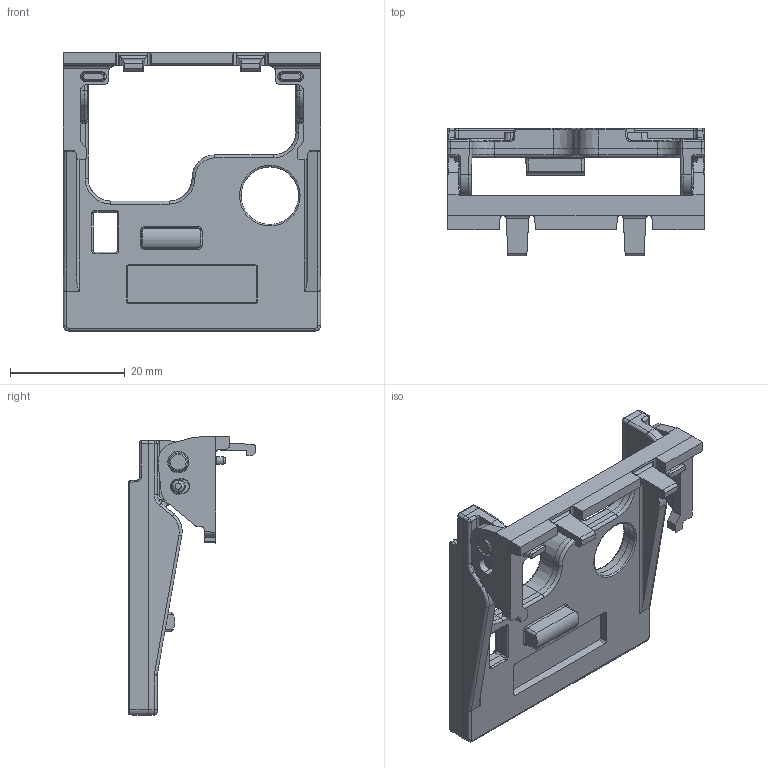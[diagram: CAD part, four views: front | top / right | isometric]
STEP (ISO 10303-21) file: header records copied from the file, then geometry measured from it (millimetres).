
FILE_DESCRIPTION((''),'2;1');
FILE_NAME('193_ERA_ASM','2015-10-13T',('GLLehman'),('Rockwell Automation'),'PRO/ENGINEER BY PARAMETRIC TECHNOLOGY CORPORATION, 2012480','PRO/ENGINEER BY PARAMETRIC TECHNOLOGY CORPORATION, 2012480','');
FILE_SCHEMA(('CONFIG_CONTROL_DESIGN'));
Length unit declared in the file: millimetre
Products named in the file (3): 40751-094; 40751-093; 193_ERA_ASM
Assembly tree (2 placements, depth 2):
  193_ERA_ASM
    40751-094
    40751-093
Bounding box: 44.8 x 22.21 x 48.49 mm (x, y, z)
Volume: 6233 mm3; surface area: 6421.6 mm2
Topology: 2 solids, 2 shells, 602 faces, 1511 edges, 922 vertices
Faces by surface type: plane 285, cylinder 158, cone 58, bspline 52, torus 45, sphere 4
Entity records: 20718 total; most frequent: CARTESIAN_POINT 6783, ORIENTED_EDGE 3018, DIRECTION 2674, EDGE_CURVE 1509, VECTOR 968, LINE 968, VERTEX_POINT 922, AXIS2_PLACEMENT_3D 853
